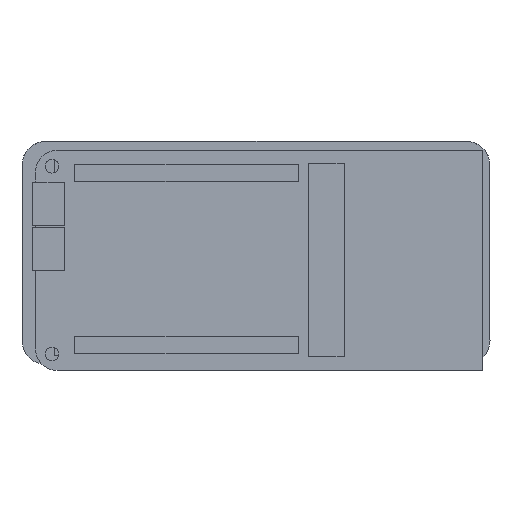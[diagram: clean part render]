
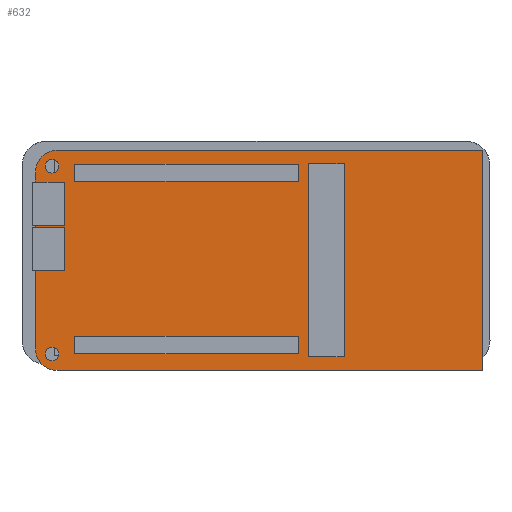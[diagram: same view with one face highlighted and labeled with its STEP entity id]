
A CAD part, top view. The second image highlights one B-rep face of the part: STEP entity #632.
In plain terms, the highlighted planar face has unit normal (0, 0, 1).
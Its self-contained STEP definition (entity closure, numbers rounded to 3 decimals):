
#23=CARTESIAN_POINT('',(16.755,53.757,0.));
#24=DIRECTION('',(0.,0.,-1.));
#25=DIRECTION('',(0.,-1.,0.));
#26=AXIS2_PLACEMENT_3D('',#23,#24,#25);
#28=CARTESIAN_POINT('',(16.755,53.757,0.));
#29=DIRECTION('',(0.,0.,-1.));
#30=DIRECTION('',(0.,1.,0.));
#31=AXIS2_PLACEMENT_3D('',#28,#29,#30);
#33=CARTESIAN_POINT('',(16.755,26.046,0.));
#34=DIRECTION('',(0.,0.,-1.));
#35=DIRECTION('',(0.,-1.,0.));
#36=AXIS2_PLACEMENT_3D('',#33,#34,#35);
#38=CARTESIAN_POINT('',(16.755,26.046,0.));
#39=DIRECTION('',(0.,0.,-1.));
#40=DIRECTION('',(0.,1.,0.));
#41=AXIS2_PLACEMENT_3D('',#38,#39,#40);
#43=DIRECTION('',(0.,1.,0.));
#44=VECTOR('',#43,28.5);
#45=CARTESIAN_POINT('',(59.875,25.65,0.));
#46=LINE('',#45,#44);
#47=DIRECTION('',(-1.,0.,0.));
#48=VECTOR('',#47,5.272);
#49=CARTESIAN_POINT('',(59.875,54.15,0.));
#50=LINE('',#49,#48);
#51=DIRECTION('',(0.,-1.,0.));
#52=VECTOR('',#51,28.5);
#53=CARTESIAN_POINT('',(54.603,54.15,0.));
#54=LINE('',#53,#52);
#55=DIRECTION('',(1.,0.,0.));
#56=VECTOR('',#55,5.272);
#57=CARTESIAN_POINT('',(54.603,25.65,0.));
#58=LINE('',#57,#56);
#59=DIRECTION('',(-1.,0.,0.));
#60=VECTOR('',#59,33.02);
#61=CARTESIAN_POINT('',(53.128,54.036,0.));
#62=LINE('',#61,#60);
#63=DIRECTION('',(0.,-1.,0.));
#64=VECTOR('',#63,2.54);
#65=CARTESIAN_POINT('',(20.108,54.036,0.));
#66=LINE('',#65,#64);
#67=DIRECTION('',(1.,0.,0.));
#68=VECTOR('',#67,33.02);
#69=CARTESIAN_POINT('',(20.108,51.496,0.));
#70=LINE('',#69,#68);
#71=DIRECTION('',(0.,1.,0.));
#72=VECTOR('',#71,2.54);
#73=CARTESIAN_POINT('',(53.128,51.496,0.));
#74=LINE('',#73,#72);
#75=DIRECTION('',(-1.,0.,0.));
#76=VECTOR('',#75,33.02);
#77=CARTESIAN_POINT('',(53.128,28.636,0.));
#78=LINE('',#77,#76);
#79=DIRECTION('',(0.,-1.,0.));
#80=VECTOR('',#79,2.54);
#81=CARTESIAN_POINT('',(20.108,28.636,0.));
#82=LINE('',#81,#80);
#83=DIRECTION('',(1.,0.,0.));
#84=VECTOR('',#83,33.02);
#85=CARTESIAN_POINT('',(20.108,26.096,0.));
#86=LINE('',#85,#84);
#87=DIRECTION('',(0.,1.,0.));
#88=VECTOR('',#87,2.54);
#89=CARTESIAN_POINT('',(53.128,26.096,0.));
#90=LINE('',#89,#88);
#91=DIRECTION('',(1.,0.,0.));
#92=VECTOR('',#91,4.279);
#93=CARTESIAN_POINT('',(14.317,51.399,0.));
#94=LINE('',#93,#92);
#95=DIRECTION('',(0.,-1.,0.));
#96=VECTOR('',#95,1.474);
#97=CARTESIAN_POINT('',(14.317,52.872,0.));
#98=LINE('',#97,#96);
#99=CARTESIAN_POINT('',(17.564,52.872,0.));
#100=DIRECTION('',(0.,0.,1.));
#101=DIRECTION('',(0.,1.,0.));
#102=AXIS2_PLACEMENT_3D('',#99,#100,#101);
#104=DIRECTION('',(-1.,0.,0.));
#105=VECTOR('',#104,62.736);
#106=CARTESIAN_POINT('',(80.3,56.119,0.));
#107=LINE('',#106,#105);
#108=DIRECTION('',(0.,1.,0.));
#109=VECTOR('',#108,32.512);
#110=CARTESIAN_POINT('',(80.3,23.607,0.));
#111=LINE('',#110,#109);
#112=DIRECTION('',(1.,0.,0.));
#113=VECTOR('',#112,62.782);
#114=CARTESIAN_POINT('',(17.518,23.607,0.));
#115=LINE('',#114,#113);
#116=CARTESIAN_POINT('',(17.518,26.808,0.));
#117=DIRECTION('',(0.,0.,1.));
#118=DIRECTION('',(-1.,0.,0.));
#119=AXIS2_PLACEMENT_3D('',#116,#117,#118);
#121=DIRECTION('',(0.,-1.,0.));
#122=VECTOR('',#121,11.569);
#123=CARTESIAN_POINT('',(14.317,38.377,0.));
#124=LINE('',#123,#122);
#125=DIRECTION('',(1.,0.,0.));
#126=VECTOR('',#125,4.279);
#127=CARTESIAN_POINT('',(14.317,38.377,0.));
#128=LINE('',#127,#126);
#129=DIRECTION('',(0.,1.,0.));
#130=VECTOR('',#129,6.322);
#131=CARTESIAN_POINT('',(18.596,38.377,0.));
#132=LINE('',#131,#130);
#133=DIRECTION('',(1.,0.,0.));
#134=VECTOR('',#133,4.279);
#135=CARTESIAN_POINT('',(14.317,44.699,0.));
#136=LINE('',#135,#134);
#137=DIRECTION('',(0.,-1.,0.));
#138=VECTOR('',#137,0.378);
#139=CARTESIAN_POINT('',(14.317,45.077,0.));
#140=LINE('',#139,#138);
#141=DIRECTION('',(1.,0.,0.));
#142=VECTOR('',#141,4.279);
#143=CARTESIAN_POINT('',(14.317,45.077,0.));
#144=LINE('',#143,#142);
#145=DIRECTION('',(0.,1.,0.));
#146=VECTOR('',#145,6.322);
#147=CARTESIAN_POINT('',(18.596,45.077,0.));
#148=LINE('',#147,#146);
#427=CARTESIAN_POINT('',(16.755,52.757,0.));
#428=CARTESIAN_POINT('',(16.755,54.757,0.));
#429=VERTEX_POINT('',#427);
#430=VERTEX_POINT('',#428);
#431=CARTESIAN_POINT('',(16.755,25.046,0.));
#432=CARTESIAN_POINT('',(16.755,27.046,0.));
#433=VERTEX_POINT('',#431);
#434=VERTEX_POINT('',#432);
#435=CARTESIAN_POINT('',(80.3,56.119,0.));
#436=CARTESIAN_POINT('',(17.564,56.119,0.));
#437=VERTEX_POINT('',#435);
#438=VERTEX_POINT('',#436);
#439=CARTESIAN_POINT('',(14.317,52.872,0.));
#440=VERTEX_POINT('',#439);
#441=CARTESIAN_POINT('',(14.317,26.808,0.));
#442=CARTESIAN_POINT('',(17.518,23.607,0.));
#443=VERTEX_POINT('',#441);
#444=VERTEX_POINT('',#442);
#445=CARTESIAN_POINT('',(80.3,23.607,0.));
#446=VERTEX_POINT('',#445);
#475=CARTESIAN_POINT('',(59.875,25.65,0.));
#476=CARTESIAN_POINT('',(59.875,54.15,0.));
#477=VERTEX_POINT('',#475);
#478=VERTEX_POINT('',#476);
#479=CARTESIAN_POINT('',(54.603,54.15,0.));
#480=VERTEX_POINT('',#479);
#481=CARTESIAN_POINT('',(54.603,25.65,0.));
#482=VERTEX_POINT('',#481);
#499=CARTESIAN_POINT('',(53.128,54.036,0.));
#500=CARTESIAN_POINT('',(20.108,54.036,0.));
#501=VERTEX_POINT('',#499);
#502=VERTEX_POINT('',#500);
#503=CARTESIAN_POINT('',(20.108,51.496,0.));
#504=VERTEX_POINT('',#503);
#505=CARTESIAN_POINT('',(53.128,51.496,0.));
#506=VERTEX_POINT('',#505);
#507=CARTESIAN_POINT('',(53.128,28.636,0.));
#508=CARTESIAN_POINT('',(20.108,28.636,0.));
#509=VERTEX_POINT('',#507);
#510=VERTEX_POINT('',#508);
#511=CARTESIAN_POINT('',(20.108,26.096,0.));
#512=VERTEX_POINT('',#511);
#513=CARTESIAN_POINT('',(53.128,26.096,0.));
#514=VERTEX_POINT('',#513);
#539=CARTESIAN_POINT('',(14.317,51.399,0.));
#540=CARTESIAN_POINT('',(18.596,51.399,0.));
#541=VERTEX_POINT('',#539);
#542=VERTEX_POINT('',#540);
#543=CARTESIAN_POINT('',(14.317,45.077,0.));
#544=CARTESIAN_POINT('',(18.596,45.077,0.));
#545=VERTEX_POINT('',#543);
#546=VERTEX_POINT('',#544);
#547=CARTESIAN_POINT('',(14.317,44.699,0.));
#548=CARTESIAN_POINT('',(18.596,44.699,0.));
#549=VERTEX_POINT('',#547);
#550=VERTEX_POINT('',#548);
#551=CARTESIAN_POINT('',(14.317,38.377,0.));
#552=CARTESIAN_POINT('',(18.596,38.377,0.));
#553=VERTEX_POINT('',#551);
#554=VERTEX_POINT('',#552);
#555=CARTESIAN_POINT('',(0.,0.,0.));
#556=DIRECTION('',(0.,0.,1.));
#557=DIRECTION('',(0.,-1.,0.));
#558=AXIS2_PLACEMENT_3D('',#555,#556,#557);
#559=PLANE('',#558);
#561=ORIENTED_EDGE('',*,*,#560,.F.);
#563=ORIENTED_EDGE('',*,*,#562,.F.);
#565=ORIENTED_EDGE('',*,*,#564,.F.);
#567=ORIENTED_EDGE('',*,*,#566,.F.);
#569=ORIENTED_EDGE('',*,*,#568,.F.);
#571=ORIENTED_EDGE('',*,*,#570,.F.);
#573=ORIENTED_EDGE('',*,*,#572,.F.);
#575=ORIENTED_EDGE('',*,*,#574,.F.);
#577=ORIENTED_EDGE('',*,*,#576,.T.);
#579=ORIENTED_EDGE('',*,*,#578,.T.);
#581=ORIENTED_EDGE('',*,*,#580,.F.);
#583=ORIENTED_EDGE('',*,*,#582,.F.);
#585=ORIENTED_EDGE('',*,*,#584,.T.);
#587=ORIENTED_EDGE('',*,*,#586,.T.);
#588=EDGE_LOOP('',(#561,#563,#565,#567,#569,#571,#573,#575,#577,#579,#581,#583,
#585,#587));
#589=FACE_OUTER_BOUND('',#588,.F.);
#591=ORIENTED_EDGE('',*,*,#590,.F.);
#593=ORIENTED_EDGE('',*,*,#592,.F.);
#594=EDGE_LOOP('',(#591,#593));
#595=FACE_BOUND('',#594,.F.);
#597=ORIENTED_EDGE('',*,*,#596,.T.);
#599=ORIENTED_EDGE('',*,*,#598,.T.);
#601=ORIENTED_EDGE('',*,*,#600,.T.);
#603=ORIENTED_EDGE('',*,*,#602,.T.);
#604=EDGE_LOOP('',(#597,#599,#601,#603));
#605=FACE_BOUND('',#604,.F.);
#607=ORIENTED_EDGE('',*,*,#606,.T.);
#609=ORIENTED_EDGE('',*,*,#608,.T.);
#611=ORIENTED_EDGE('',*,*,#610,.T.);
#613=ORIENTED_EDGE('',*,*,#612,.T.);
#614=EDGE_LOOP('',(#607,#609,#611,#613));
#615=FACE_BOUND('',#614,.F.);
#617=ORIENTED_EDGE('',*,*,#616,.T.);
#619=ORIENTED_EDGE('',*,*,#618,.T.);
#621=ORIENTED_EDGE('',*,*,#620,.T.);
#623=ORIENTED_EDGE('',*,*,#622,.T.);
#624=EDGE_LOOP('',(#617,#619,#621,#623));
#625=FACE_BOUND('',#624,.F.);
#627=ORIENTED_EDGE('',*,*,#626,.F.);
#629=ORIENTED_EDGE('',*,*,#628,.F.);
#630=EDGE_LOOP('',(#627,#629));
#631=FACE_BOUND('',#630,.F.);
#27=CIRCLE('',#26,1.);
#32=CIRCLE('',#31,1.);
#37=CIRCLE('',#36,1.);
#42=CIRCLE('',#41,1.);
#103=CIRCLE('',#102,3.247);
#120=CIRCLE('',#119,3.201);
#560=EDGE_CURVE('',#541,#542,#94,.T.);
#562=EDGE_CURVE('',#440,#541,#98,.T.);
#564=EDGE_CURVE('',#438,#440,#103,.T.);
#566=EDGE_CURVE('',#437,#438,#107,.T.);
#568=EDGE_CURVE('',#446,#437,#111,.T.);
#570=EDGE_CURVE('',#444,#446,#115,.T.);
#572=EDGE_CURVE('',#443,#444,#120,.T.);
#574=EDGE_CURVE('',#553,#443,#124,.T.);
#576=EDGE_CURVE('',#553,#554,#128,.T.);
#578=EDGE_CURVE('',#554,#550,#132,.T.);
#580=EDGE_CURVE('',#549,#550,#136,.T.);
#582=EDGE_CURVE('',#545,#549,#140,.T.);
#584=EDGE_CURVE('',#545,#546,#144,.T.);
#586=EDGE_CURVE('',#546,#542,#148,.T.);
#590=EDGE_CURVE('',#433,#434,#37,.T.);
#592=EDGE_CURVE('',#434,#433,#42,.T.);
#596=EDGE_CURVE('',#477,#478,#46,.T.);
#598=EDGE_CURVE('',#478,#480,#50,.T.);
#600=EDGE_CURVE('',#480,#482,#54,.T.);
#602=EDGE_CURVE('',#482,#477,#58,.T.);
#606=EDGE_CURVE('',#501,#502,#62,.T.);
#608=EDGE_CURVE('',#502,#504,#66,.T.);
#610=EDGE_CURVE('',#504,#506,#70,.T.);
#612=EDGE_CURVE('',#506,#501,#74,.T.);
#616=EDGE_CURVE('',#509,#510,#78,.T.);
#618=EDGE_CURVE('',#510,#512,#82,.T.);
#620=EDGE_CURVE('',#512,#514,#86,.T.);
#622=EDGE_CURVE('',#514,#509,#90,.T.);
#626=EDGE_CURVE('',#429,#430,#27,.T.);
#628=EDGE_CURVE('',#430,#429,#32,.T.);
#632=ADVANCED_FACE('',(#589,#595,#605,#615,#625,#631),#559,.T.);
